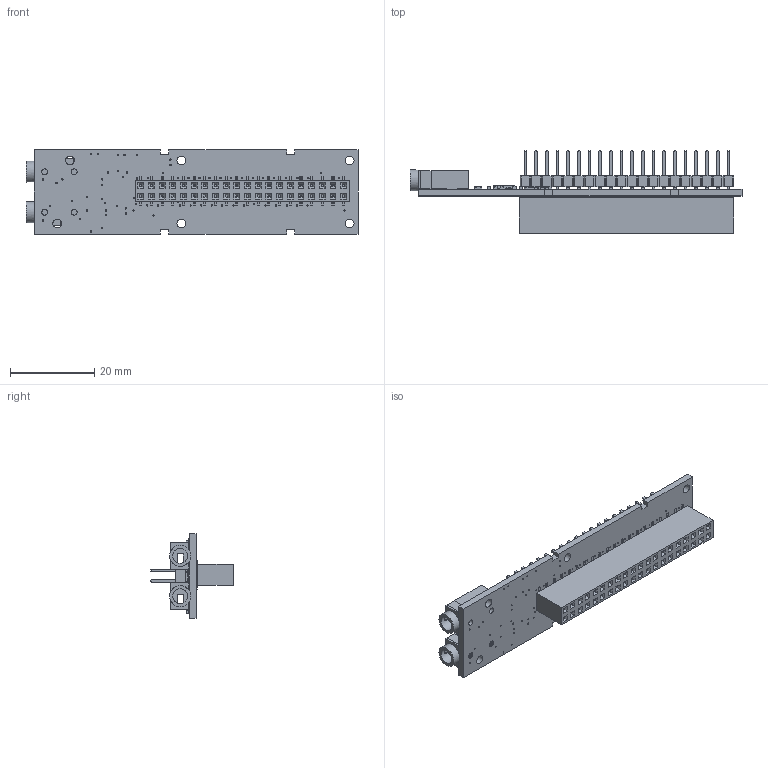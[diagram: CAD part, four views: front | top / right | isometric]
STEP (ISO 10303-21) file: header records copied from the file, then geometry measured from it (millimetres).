
FILE_DESCRIPTION(/* description */ (''),/* implementation_level */ '2;1');
FILE_NAME(/* name */ 'assembly_400_M v2.step',/* time_stamp */ '2021-06-10T17:55:17+02:00',/* author */ (''),/* organization */ (''),/* preprocessor_version */ 'ST-DEVELOPER v18.1',/* originating_system */ 'Autodesk Translation Framework v10.9.0.1377',/* authorisation */ '');
FILE_SCHEMA (('AUTOMOTIVE_DESIGN { 1 0 10303 214 3 1 1 }'));
Products named in the file (43): assembly_400_M; DBR400C_B0; Board; Packages; SOT23-5L; FIDUCIAL; PJ3420ASMT; base; flaske; pin; PJ3420ASMT (1); base (1); flaske (1); pin (1); B+_DF; 0603-CAP; 0603-CAP (1); 0603-CAP (2); 0603-CAP (3); 0603-CAP (4); 0603-CAP (5); 0603-CAP (6); 0603-CAP (7); 0603-RES; 0603-RES (1); 0603-RES (2); 0603-RES (3); 0603-RES (4); 0603-RES (5); 0603-RES (6); 0603-RES (7); 0603-RES (8); 0603-RES (9); 0603; 0603 (1); 0603 (2); 0603 (3); IC_ADS125H01IRHBT; Model; 2.5X2.0_KXO-V95 ...
Assembly tree (67 placements, depth 5):
  assembly_400_M
    DBR400C_B0
      Board
      Packages
        SOT23-5L
        FIDUCIAL  x3
        PJ3420ASMT
          base
          flaske
          pin  x6
        PJ3420ASMT (1)
          base (1)
          flaske (1)
          pin (1)  x6
        B+_DF
        0603-CAP
        0603-CAP (1)
        0603-CAP (2)  x5
        0603-CAP (3)
        0603-CAP (4)
        0603-CAP (5)
        0603-CAP (6)
        0603-CAP (7)
        0603-RES
        0603-RES (1)
        0603-RES (2)
        0603-RES (3)
        0603-RES (4)
        0603-RES (5)
        0603-RES (6)
        0603-RES (7)
        0603-RES (8)
        0603-RES (9)
        0603
        0603 (1)
        0603 (2)
        0603 (3)
        IC_ADS125H01IRHBT
          Model
        2.5X2.0_KXO-V95
        TP06R  x3
        TP06R (1)  x8
    PinHeader_2x20_P2.54mm_Vertical_SMD
Bounding box: 78.95 x 19.66 x 20 mm (x, y, z)
Volume: 5694.8 mm3; surface area: 9343.6 mm2
Topology: 201 solids, 201 shells, 5733 faces, 14155 edges, 8782 vertices
Faces by surface type: plane 3200, bspline 1160, cylinder 1085, sphere 208, torus 80
Full cylindrical faces by diameter (mm): 0.3 x76, 2.1 x6, 3.6 x2, 5 x2
Entity records: 178766 total; most frequent: CARTESIAN_POINT 51695, ORIENTED_EDGE 26742, DIRECTION 22357, EDGE_CURVE 13371, LINE 8953, VECTOR 8953, VERTEX_POINT 8430, AXIS2_PLACEMENT_3D 6702
